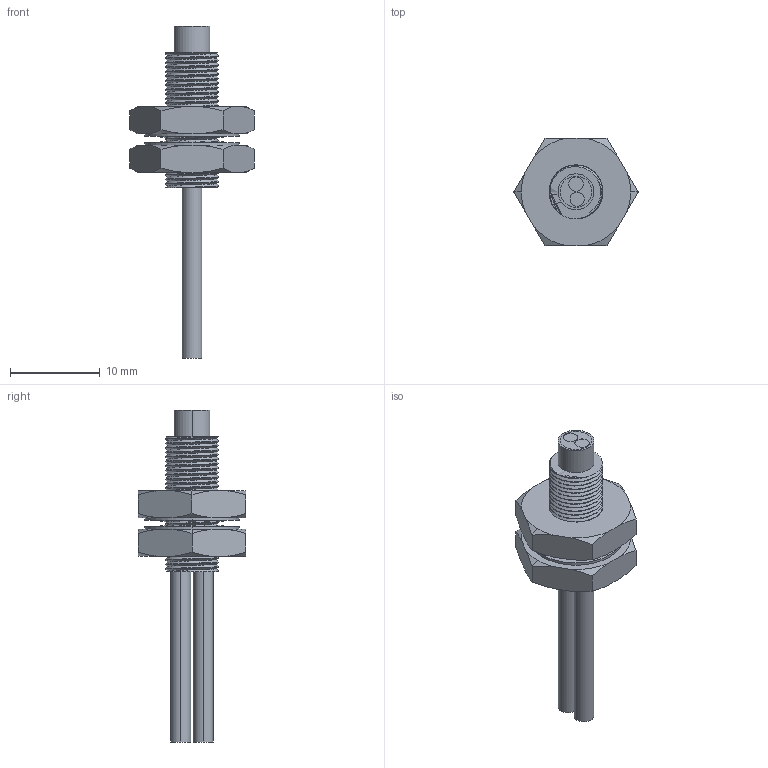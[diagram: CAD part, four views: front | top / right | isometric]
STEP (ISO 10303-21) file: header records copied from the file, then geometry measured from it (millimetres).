
FILE_DESCRIPTION (( 'STEP AP214' ), '1' );
FILE_NAME ('FOACAMPDH62Y_3D.STEP', '2022-02-02T23:09:11', ( '' ), ( '' ), 'SwSTEP 2.0', 'SolidWorks 2021', '' );
FILE_SCHEMA (( 'AUTOMOTIVE_DESIGN' ));
Length unit declared in the file: inch
Products named in the file (1): FOACAMPDH62Y_3D
Bounding box: 13.86 x 12 x 37 mm (x, y, z)
Volume: 1177.3 mm3; surface area: 1516.9 mm2
Topology: 3 solids, 3 shells, 285 faces, 798 edges, 529 vertices
Faces by surface type: plane 148, cylinder 105, cone 30, bspline 2
Entity records: 12522 total; most frequent: CARTESIAN_POINT 5463, ORIENTED_EDGE 1596, DIRECTION 1312, EDGE_CURVE 798, VERTEX_POINT 529, LINE 504, VECTOR 504, AXIS2_PLACEMENT_3D 404
